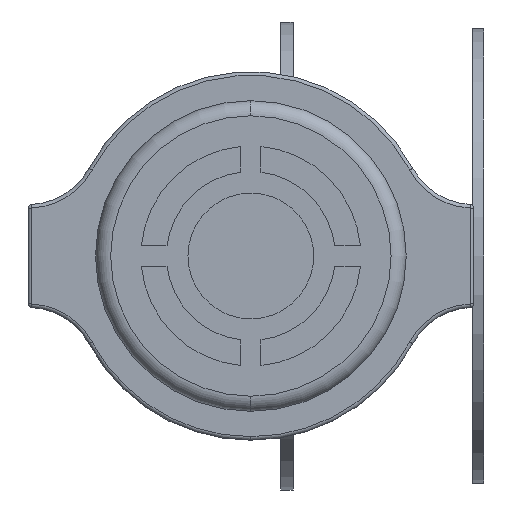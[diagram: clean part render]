
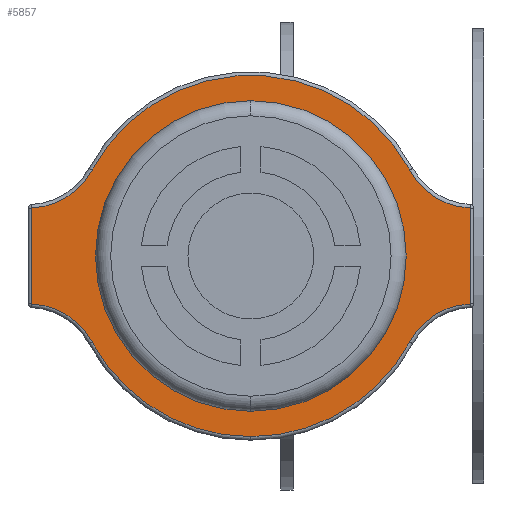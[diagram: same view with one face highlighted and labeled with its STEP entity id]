
A CAD part, front view. The second image highlights one B-rep face of the part: STEP entity #5857.
In plain terms, the highlighted planar face has unit normal (0, -1, 0).
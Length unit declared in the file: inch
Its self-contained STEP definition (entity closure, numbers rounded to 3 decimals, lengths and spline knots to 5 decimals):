
#3403 = CARTESIAN_POINT ( 'NONE',  ( -0.00002, -0.0525, -0.50251 ) ) ;
#3541 = CARTESIAN_POINT ( 'NONE',  ( 0., -0.0525, 0. ) ) ;
#3549 = CARTESIAN_POINT ( 'NONE',  ( 0., -0.0525, -0.4 ) ) ;
#3556 = CIRCLE ( 'NONE', #3596, 0.4 ) ;
#3594 = DIRECTION ( 'NONE',  ( 0., 0., -1. ) ) ;
#3595 = DIRECTION ( 'NONE',  ( 0., 1., 0. ) ) ;
#3596 = AXIS2_PLACEMENT_3D ( 'NONE', #3541, #3595, #3594 ) ;
#3658 = CARTESIAN_POINT ( 'NONE',  ( -0.44198, -0.0525, -0.23912 ) ) ;
#3683 = DIRECTION ( 'NONE',  ( 0., 0., -1. ) ) ;
#3684 = AXIS2_PLACEMENT_3D ( 'NONE', #3694, #3692, #3683 ) ;
#3685 = CIRCLE ( 'NONE', #3684, 0.5025 ) ;
#3692 = DIRECTION ( 'NONE',  ( 0., -1., 0. ) ) ;
#3694 = CARTESIAN_POINT ( 'NONE',  ( -0.00002, -0.0525, -0.00001 ) ) ;
#3699 = CARTESIAN_POINT ( 'NONE',  ( 0., -0.0525, 0.4 ) ) ;
#3759 = CIRCLE ( 'NONE', #3779, 0.20243 ) ;
#3761 = DIRECTION ( 'NONE',  ( 0., 0., -1. ) ) ;
#3762 = VECTOR ( 'NONE', #3761, 39.37008 ) ;
#3770 = CARTESIAN_POINT ( 'NONE',  ( -0.61002, -0.0525, -0.14301 ) ) ;
#3771 = LINE ( 'NONE', #3770, #3762 ) ;
#3779 = AXIS2_PLACEMENT_3D ( 'NONE', #3782, #3784, #3838 ) ;
#3782 = CARTESIAN_POINT ( 'NONE',  ( -0.62003, -0.0525, 0.33543 ) ) ;
#3784 = DIRECTION ( 'NONE',  ( 0., 1., 0. ) ) ;
#3802 = CARTESIAN_POINT ( 'NONE',  ( -0.61002, -0.0525, -0.13325 ) ) ;
#3804 = CARTESIAN_POINT ( 'NONE',  ( 0.62, -0.0525, 0.33543 ) ) ;
#3819 = CARTESIAN_POINT ( 'NONE',  ( -0.44198, -0.0525, 0.2391 ) ) ;
#3821 = DIRECTION ( 'NONE',  ( 0., 0., -1. ) ) ;
#3822 = DIRECTION ( 'NONE',  ( 0., 1., 0. ) ) ;
#3823 = CARTESIAN_POINT ( 'NONE',  ( 0.60998, -0.0525, 0.13324 ) ) ;
#3824 = CARTESIAN_POINT ( 'NONE',  ( 0.44195, -0.0525, -0.23912 ) ) ;
#3826 = CARTESIAN_POINT ( 'NONE',  ( -0.61002, -0.0525, 0.13324 ) ) ;
#3830 = CARTESIAN_POINT ( 'NONE',  ( 0.44195, -0.0525, 0.2391 ) ) ;
#3831 = AXIS2_PLACEMENT_3D ( 'NONE', #3804, #3822, #3821 ) ;
#3836 = CIRCLE ( 'NONE', #3831, 0.20243 ) ;
#3838 = DIRECTION ( 'NONE',  ( 0., 0., -1. ) ) ;
#3892 = LINE ( 'NONE', #3904, #3968 ) ;
#3904 = CARTESIAN_POINT ( 'NONE',  ( 0.60998, -0.0525, 0.14299 ) ) ;
#3916 = AXIS2_PLACEMENT_3D ( 'NONE', #3963, #3962, #3961 ) ;
#3931 = CIRCLE ( 'NONE', #3916, 0.20243 ) ;
#3935 = PLANE ( 'NONE',  #3990 ) ;
#3936 = FACE_OUTER_BOUND ( 'NONE', #5765, .T. ) ;
#3939 = AXIS2_PLACEMENT_3D ( 'NONE', #3942, #3994, #3993 ) ;
#3942 = CARTESIAN_POINT ( 'NONE',  ( -0.62003, -0.0525, -0.33544 ) ) ;
#3943 = CARTESIAN_POINT ( 'NONE',  ( 0.60998, -0.0525, -0.13325 ) ) ;
#3944 = CIRCLE ( 'NONE', #3939, 0.20243 ) ;
#3950 = CARTESIAN_POINT ( 'NONE',  ( -0.62003, -0.0525, 0.33543 ) ) ;
#3951 = DIRECTION ( 'NONE',  ( 0., 0., -1. ) ) ;
#3952 = DIRECTION ( 'NONE',  ( 0., -1., 0. ) ) ;
#3953 = CARTESIAN_POINT ( 'NONE',  ( -0.00002, -0.0525, -0.00001 ) ) ;
#3954 = AXIS2_PLACEMENT_3D ( 'NONE', #3953, #3952, #3951 ) ;
#3955 = CIRCLE ( 'NONE', #3954, 0.5025 ) ;
#3959 = FACE_BOUND ( 'NONE', #5783, .T. ) ;
#3961 = DIRECTION ( 'NONE',  ( 0., 0., -1. ) ) ;
#3962 = DIRECTION ( 'NONE',  ( 0., 1., 0. ) ) ;
#3963 = CARTESIAN_POINT ( 'NONE',  ( 0.62, -0.0525, -0.33544 ) ) ;
#3967 = DIRECTION ( 'NONE',  ( 0., 0., 1. ) ) ;
#3968 = VECTOR ( 'NONE', #3967, 39.37008 ) ;
#3973 = DIRECTION ( 'NONE',  ( 0., 0., -1. ) ) ;
#3974 = CARTESIAN_POINT ( 'NONE',  ( -0.00002, -0.0525, -0.00001 ) ) ;
#3977 = CARTESIAN_POINT ( 'NONE',  ( 0., -0.0525, 0. ) ) ;
#3979 = DIRECTION ( 'NONE',  ( 0., 1., 0. ) ) ;
#3981 = AXIS2_PLACEMENT_3D ( 'NONE', #3977, #3979, #3973 ) ;
#3984 = DIRECTION ( 'NONE',  ( 0., 0., -1. ) ) ;
#3985 = DIRECTION ( 'NONE',  ( 0., -1., 0. ) ) ;
#3990 = AXIS2_PLACEMENT_3D ( 'NONE', #3950, #3985, #3984 ) ;
#3991 = CIRCLE ( 'NONE', #3981, 0.4 ) ;
#3993 = DIRECTION ( 'NONE',  ( 0., 0., -1. ) ) ;
#3994 = DIRECTION ( 'NONE',  ( 0., 1., 0. ) ) ;
#4029 = DIRECTION ( 'NONE',  ( 0., 0., -1. ) ) ;
#4030 = DIRECTION ( 'NONE',  ( 0., -1., 0. ) ) ;
#4031 = AXIS2_PLACEMENT_3D ( 'NONE', #3974, #4030, #4029 ) ;
#4032 = CIRCLE ( 'NONE', #4031, 0.5025 ) ;
#5564 = VERTEX_POINT ( 'NONE', #3403 ) ;
#5635 = VERTEX_POINT ( 'NONE', #3549 ) ;
#5640 = EDGE_CURVE ( 'NONE', #5635, #5719, #3556, .T. ) ;
#5703 = VERTEX_POINT ( 'NONE', #3658 ) ;
#5717 = EDGE_CURVE ( 'NONE', #5703, #5564, #3685, .T. ) ;
#5719 = VERTEX_POINT ( 'NONE', #3699 ) ;
#5743 = EDGE_CURVE ( 'NONE', #5775, #5763, #3771, .T. ) ;
#5762 = EDGE_CURVE ( 'NONE', #5778, #5775, #3759, .T. ) ;
#5763 = VERTEX_POINT ( 'NONE', #3802 ) ;
#5765 = EDGE_LOOP ( 'NONE', ( #5774, #5781, #5877, #5846, #5776, #5853, #5834, #5840, #5839 ) ) ;
#5767 = VERTEX_POINT ( 'NONE', #3830 ) ;
#5768 = EDGE_CURVE ( 'NONE', #5773, #5767, #3836, .T. ) ;
#5773 = VERTEX_POINT ( 'NONE', #3823 ) ;
#5774 = ORIENTED_EDGE ( 'NONE', *, *, #5768, .T. ) ;
#5775 = VERTEX_POINT ( 'NONE', #3826 ) ;
#5776 = ORIENTED_EDGE ( 'NONE', *, *, #5851, .T. ) ;
#5778 = VERTEX_POINT ( 'NONE', #3819 ) ;
#5779 = VERTEX_POINT ( 'NONE', #3824 ) ;
#5781 = ORIENTED_EDGE ( 'NONE', *, *, #5864, .T. ) ;
#5783 = EDGE_LOOP ( 'NONE', ( #5789, #5847 ) ) ;
#5789 = ORIENTED_EDGE ( 'NONE', *, *, #5640, .T. ) ;
#5833 = EDGE_CURVE ( 'NONE', #5852, #5773, #3892, .T. ) ;
#5834 = ORIENTED_EDGE ( 'NONE', *, *, #5843, .T. ) ;
#5835 = EDGE_CURVE ( 'NONE', #5779, #5852, #3931, .T. ) ;
#5839 = ORIENTED_EDGE ( 'NONE', *, *, #5833, .T. ) ;
#5840 = ORIENTED_EDGE ( 'NONE', *, *, #5835, .T. ) ;
#5843 = EDGE_CURVE ( 'NONE', #5564, #5779, #3955, .T. ) ;
#5846 = ORIENTED_EDGE ( 'NONE', *, *, #5743, .T. ) ;
#5847 = ORIENTED_EDGE ( 'NONE', *, *, #5860, .T. ) ;
#5851 = EDGE_CURVE ( 'NONE', #5763, #5703, #3944, .T. ) ;
#5852 = VERTEX_POINT ( 'NONE', #3943 ) ;
#5853 = ORIENTED_EDGE ( 'NONE', *, *, #5717, .T. ) ;
#5857 = ADVANCED_FACE ( 'NONE', ( #3959, #3936 ), #3935, .T. ) ;
#5860 = EDGE_CURVE ( 'NONE', #5719, #5635, #3991, .T. ) ;
#5864 = EDGE_CURVE ( 'NONE', #5767, #5778, #4032, .T. ) ;
#5877 = ORIENTED_EDGE ( 'NONE', *, *, #5762, .T. ) ;
